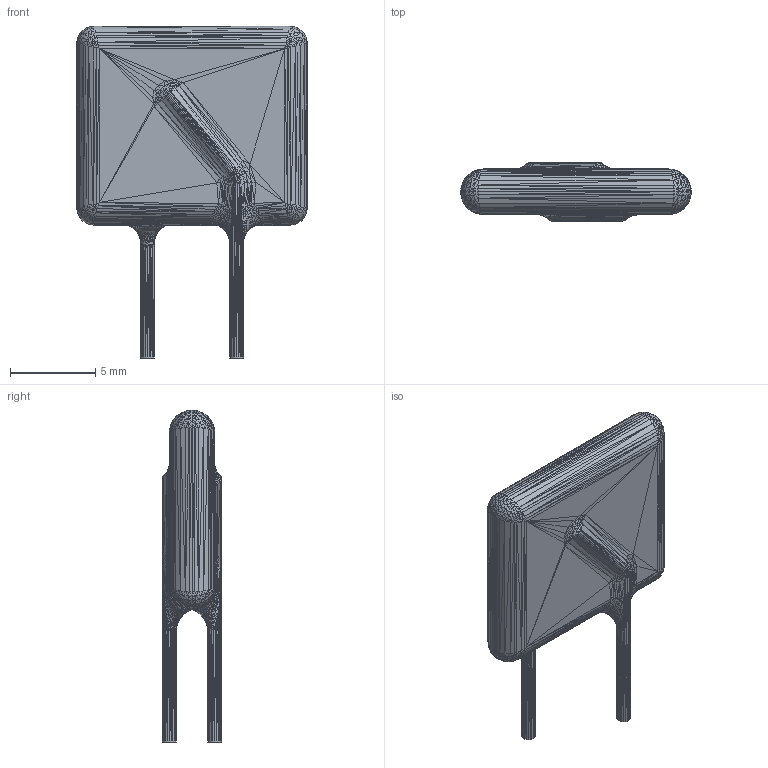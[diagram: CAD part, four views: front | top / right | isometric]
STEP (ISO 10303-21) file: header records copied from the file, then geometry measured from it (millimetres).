
FILE_DESCRIPTION(/* description */ (''),/* implementation_level */ '2;1');
FILE_NAME(/* name */ '${GLOWINGKITTYPARTS}JK16-800.step',/* time_stamp */ '2022-04-26T19:09:50+02:00',/* author */ (''),/* organization */ (''),/* preprocessor_version */ 'ST-DEVELOPER v18.1',/* originating_system */ 'Autodesk Translation Framework v10.14.0.1471',/* authorisation */ '');
FILE_SCHEMA (('AUTOMOTIVE_DESIGN { 1 0 10303 214 3 1 1 }'));
Length unit declared in the file: millimetre
Products named in the file (1): JK16-800
Bounding box: 13.51 x 3.48 x 19.45 mm (x, y, z)
Volume: 398.3 mm3; surface area: 431.6 mm2
Topology: 1 solids, 1 shells, 2466 faces, 3699 edges, 1235 vertices
Faces by surface type: plane 2466
Entity records: 48139 total; most frequent: DIRECTION 8633, CARTESIAN_POINT 7401, ORIENTED_EDGE 7398, LINE 3699, VECTOR 3699, EDGE_CURVE 3699, AXIS2_PLACEMENT_3D 2467, FACE_OUTER_BOUND 2466
